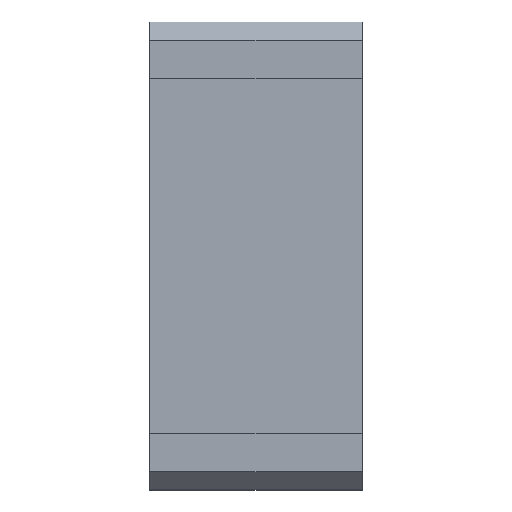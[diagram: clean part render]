
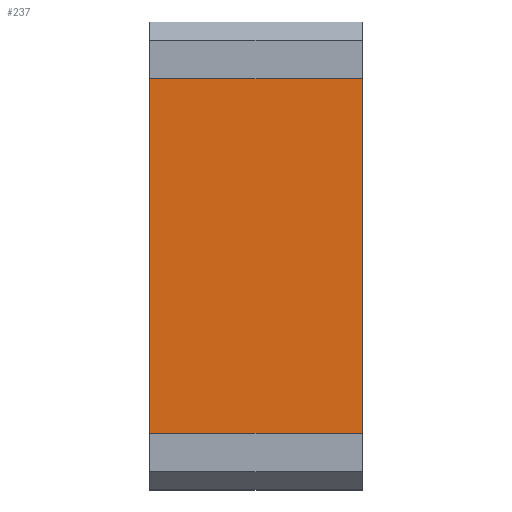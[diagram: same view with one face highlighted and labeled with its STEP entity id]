
A CAD part, top view. The second image highlights one B-rep face of the part: STEP entity #237.
In plain terms, the highlighted planar face has unit normal (0, 0, 1).
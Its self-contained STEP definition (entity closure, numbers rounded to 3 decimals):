
#217=AXIS2_PLACEMENT_3D('Plane Axis2P3D',#214,#215,#216) ;
#42=CARTESIAN_POINT('Vertex',(3.,0.8,1.6)) ;
#45=CARTESIAN_POINT('Line Origine',(1.5,0.8,1.6)) ;
#49=CARTESIAN_POINT('Vertex',(0.,0.8,1.6)) ;
#185=CARTESIAN_POINT('Vertex',(3.,5.8,1.6)) ;
#188=CARTESIAN_POINT('Line Origine',(3.,3.3,1.6)) ;
#214=CARTESIAN_POINT('Axis2P3D Location',(1.5,0.8,1.6)) ;
#219=CARTESIAN_POINT('Line Origine',(1.5,5.8,1.6)) ;
#223=CARTESIAN_POINT('Vertex',(0.,5.8,1.6)) ;
#226=CARTESIAN_POINT('Line Origine',(0.,3.3,1.6)) ;
#46=DIRECTION('Vector Direction',(1.,0.,0.)) ;
#189=DIRECTION('Vector Direction',(0.,1.,0.)) ;
#215=DIRECTION('Axis2P3D Direction',(0.,0.,-1.)) ;
#216=DIRECTION('Axis2P3D XDirection',(0.,1.,0.)) ;
#220=DIRECTION('Vector Direction',(1.,0.,0.)) ;
#227=DIRECTION('Vector Direction',(0.,1.,0.)) ;
#47=VECTOR('Line Direction',#46,1.) ;
#190=VECTOR('Line Direction',#189,1.) ;
#221=VECTOR('Line Direction',#220,1.) ;
#228=VECTOR('Line Direction',#227,1.) ;
#232=ORIENTED_EDGE('',*,*,#192,.T.) ;
#233=ORIENTED_EDGE('',*,*,#225,.F.) ;
#234=ORIENTED_EDGE('',*,*,#230,.F.) ;
#235=ORIENTED_EDGE('',*,*,#51,.T.) ;
#237=ADVANCED_FACE('S3D gedreht',(#236),#218,.F.) ;
#51=EDGE_CURVE('',#50,#43,#48,.T.) ;
#192=EDGE_CURVE('',#43,#186,#191,.T.) ;
#225=EDGE_CURVE('',#224,#186,#222,.T.) ;
#230=EDGE_CURVE('',#50,#224,#229,.T.) ;
#231=EDGE_LOOP('',(#232,#233,#234,#235)) ;
#236=FACE_OUTER_BOUND('',#231,.T.) ;
#48=LINE('Line',#45,#47) ;
#191=LINE('Line',#188,#190) ;
#222=LINE('Line',#219,#221) ;
#229=LINE('Line',#226,#228) ;
#218=PLANE('',#217) ;
#43=VERTEX_POINT('',#42) ;
#50=VERTEX_POINT('',#49) ;
#186=VERTEX_POINT('',#185) ;
#224=VERTEX_POINT('',#223) ;
